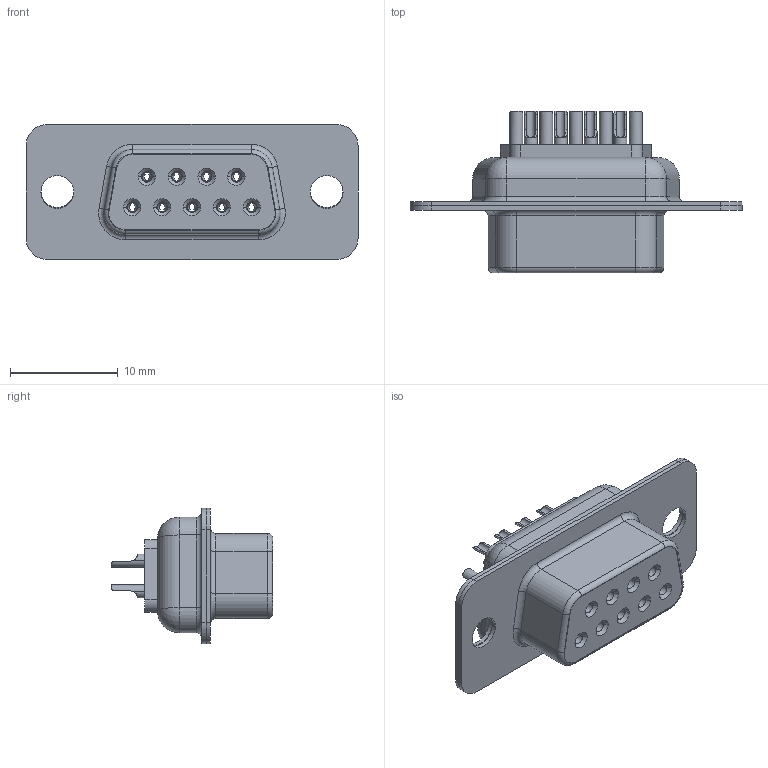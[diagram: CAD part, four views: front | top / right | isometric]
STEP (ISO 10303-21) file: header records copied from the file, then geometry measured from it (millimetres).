
FILE_DESCRIPTION((''),'2;1');
FILE_NAME('100-09FEMALE-ASSMBLY_ASM','2014-11-21T',('cq'),(''),'PRO/ENGINEER BY PARAMETRIC TECHNOLOGY CORPORATION, 2009280','PRO/ENGINEER BY PARAMETRIC TECHNOLOGY CORPORATION, 2009280','');
FILE_SCHEMA(('CONFIG_CONTROL_DESIGN'));
Length unit declared in the file: millimetre
Products named in the file (5): 100-09HOUSING; 100-09FEMALE-FRONTSHELL; 104-FEMALE-TERMINAL-SHORT; 100-09FEMALE-BACKSHELL5555; 100-09FEMALE-ASSMBLY_ASM
Assembly tree (12 placements, depth 2):
  100-09FEMALE-ASSMBLY_ASM
    100-09HOUSING
    100-09FEMALE-FRONTSHELL
    104-FEMALE-TERMINAL-SHORT  x9
    100-09FEMALE-BACKSHELL5555
Bounding box: 30.81 x 15 x 12.55 mm (x, y, z)
Volume: 1682.6 mm3; surface area: 3870.9 mm2
Topology: 21 solids, 21 shells, 681 faces, 1685 edges, 1057 vertices
Faces by surface type: cylinder 323, plane 236, cone 90, torus 20, sphere 12
Entity records: 8307 total; most frequent: CARTESIAN_POINT 1537, DIRECTION 1502, ORIENTED_EDGE 1306, EDGE_CURVE 653, AXIS2_PLACEMENT_3D 600, VERTEX_POINT 393, EDGE_LOOP 326, VECTOR 302
